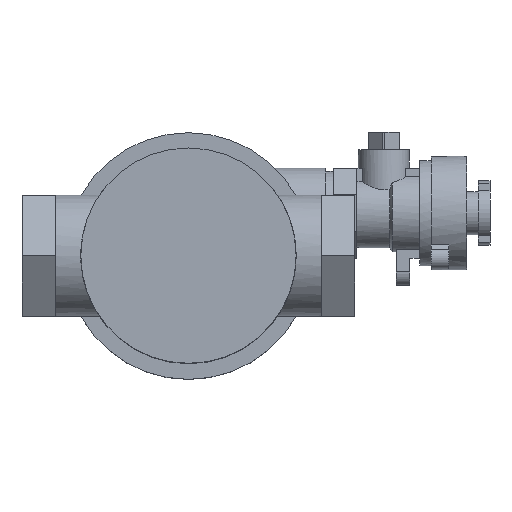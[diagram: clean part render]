
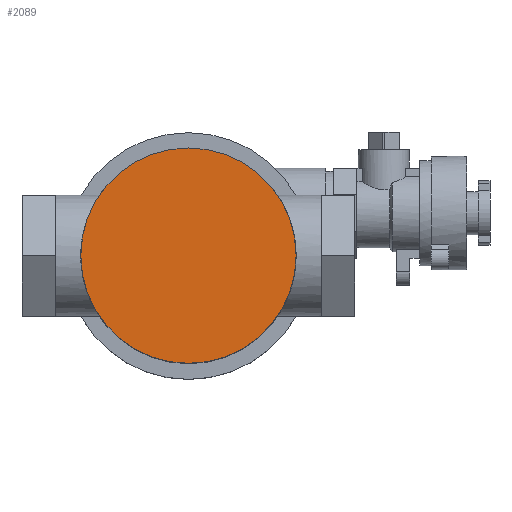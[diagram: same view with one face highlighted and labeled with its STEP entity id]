
A CAD part, top view. The second image highlights one B-rep face of the part: STEP entity #2089.
In plain terms, the highlighted planar face has unit normal (0, 0, 1).
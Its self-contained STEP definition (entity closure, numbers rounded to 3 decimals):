
#146=CIRCLE('',#2241,27.5);
#254=FACE_OUTER_BOUND('',#400,.T.);
#400=EDGE_LOOP('',(#1488));
#940=VERTEX_POINT('',#3331);
#1156=EDGE_CURVE('',#940,#940,#146,.T.);
#1488=ORIENTED_EDGE('',*,*,#1156,.T.);
#1997=PLANE('',#2240);
#2089=ADVANCED_FACE('',(#254),#1997,.T.);
#2240=AXIS2_PLACEMENT_3D('',#3330,#2540,#2541);
#2241=AXIS2_PLACEMENT_3D('',#3332,#2542,#2543);
#2540=DIRECTION('center_axis',(0.,0.,1.));
#2541=DIRECTION('ref_axis',(1.,0.,0.));
#2542=DIRECTION('center_axis',(0.,0.,1.));
#2543=DIRECTION('ref_axis',(-1.,0.,0.));
#3330=CARTESIAN_POINT('Origin',(0.,0.,0.));
#3331=CARTESIAN_POINT('',(-27.5,0.,0.));
#3332=CARTESIAN_POINT('Origin',(0.,0.,0.));
